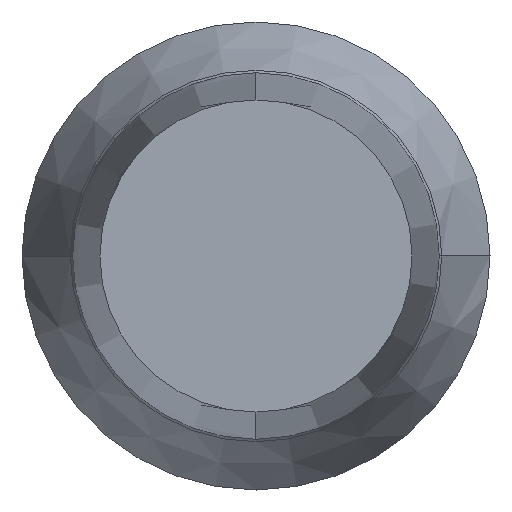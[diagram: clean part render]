
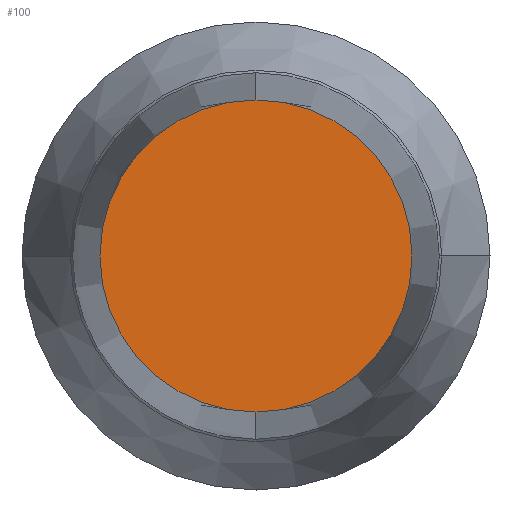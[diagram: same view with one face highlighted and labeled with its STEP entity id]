
A CAD part, front view. The second image highlights one B-rep face of the part: STEP entity #100.
In plain terms, the highlighted planar face has unit normal (0, -1, 0).
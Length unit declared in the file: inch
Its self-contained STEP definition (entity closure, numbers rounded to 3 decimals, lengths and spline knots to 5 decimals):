
#11 = CIRCLE ( 'NONE', #56, 0.0625 ) ;
#30 = CARTESIAN_POINT ( 'NONE',  ( 0., 0., 0. ) ) ;
#56 = AXIS2_PLACEMENT_3D ( 'NONE', #30, #453, #173 ) ;
#72 = VERTEX_POINT ( 'NONE', #124 ) ;
#100 = ADVANCED_FACE ( 'NONE', ( #195 ), #315, .T. ) ;
#121 = CARTESIAN_POINT ( 'NONE',  ( 0., 0., 0. ) ) ;
#124 = CARTESIAN_POINT ( 'NONE',  ( 0., 0., -0.0625 ) ) ;
#130 = AXIS2_PLACEMENT_3D ( 'NONE', #121, #188, #278 ) ;
#133 = VERTEX_POINT ( 'NONE', #136 ) ;
#136 = CARTESIAN_POINT ( 'NONE',  ( 0., 0., 0.0625 ) ) ;
#173 = DIRECTION ( 'NONE',  ( 0., 0., -1. ) ) ;
#185 = EDGE_CURVE ( 'NONE', #72, #133, #11, .T. ) ;
#188 = DIRECTION ( 'NONE',  ( 0., -1., 0. ) ) ;
#195 = FACE_OUTER_BOUND ( 'NONE', #347, .T. ) ;
#205 = AXIS2_PLACEMENT_3D ( 'NONE', #324, #285, #248 ) ;
#231 = CIRCLE ( 'NONE', #130, 0.0625 ) ;
#248 = DIRECTION ( 'NONE',  ( 0., 0., -1. ) ) ;
#278 = DIRECTION ( 'NONE',  ( 0., 0., -1. ) ) ;
#285 = DIRECTION ( 'NONE',  ( 0., -1., 0. ) ) ;
#291 = ORIENTED_EDGE ( 'NONE', *, *, #412, .T. ) ;
#315 = PLANE ( 'NONE',  #205 ) ;
#323 = ORIENTED_EDGE ( 'NONE', *, *, #185, .T. ) ;
#324 = CARTESIAN_POINT ( 'NONE',  ( 0., 0., 0. ) ) ;
#347 = EDGE_LOOP ( 'NONE', ( #291, #323 ) ) ;
#412 = EDGE_CURVE ( 'NONE', #133, #72, #231, .T. ) ;
#453 = DIRECTION ( 'NONE',  ( 0., -1., 0. ) ) ;
